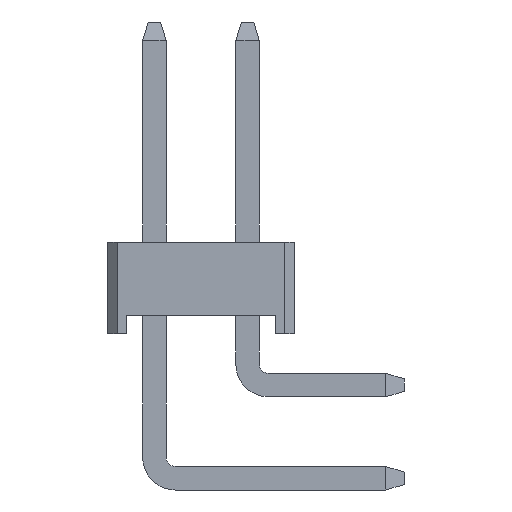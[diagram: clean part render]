
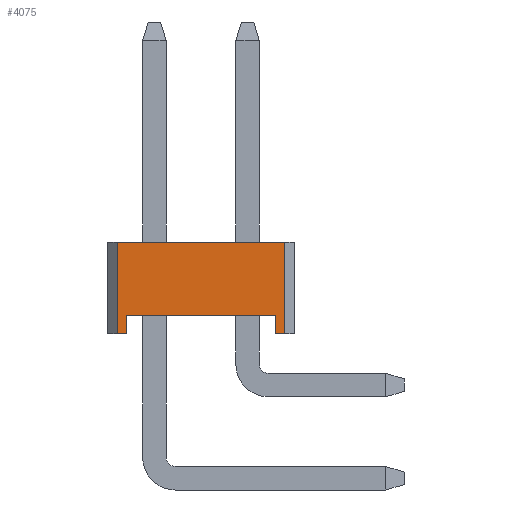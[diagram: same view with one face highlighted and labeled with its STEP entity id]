
A CAD part, left-side view. The second image highlights one B-rep face of the part: STEP entity #4075.
In plain terms, the highlighted planar face has unit normal (-1, 0, 0).
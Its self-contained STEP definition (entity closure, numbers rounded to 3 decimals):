
#9 = CARTESIAN_POINT ( 'NONE',  ( -1.27, 0., 0. ) ) ;
#52 = LINE ( 'NONE', #2509, #4083 ) ;
#109 = CARTESIAN_POINT ( 'NONE',  ( -1.27, 0.5, 0.5 ) ) ;
#210 = ORIENTED_EDGE ( 'NONE', *, *, #5547, .F. ) ;
#230 = CARTESIAN_POINT ( 'NONE',  ( -1.27, 0.5, 0. ) ) ;
#511 = VERTEX_POINT ( 'NONE', #6253 ) ;
#520 = LINE ( 'NONE', #7338, #7045 ) ;
#524 = EDGE_LOOP ( 'NONE', ( #6856, #3424, #6646, #7601, #210, #7520, #2487, #6073 ) ) ;
#533 = VECTOR ( 'NONE', #1204, 1000. ) ;
#602 = VECTOR ( 'NONE', #4309, 1000. ) ;
#616 = LINE ( 'NONE', #1800, #7702 ) ;
#915 = CARTESIAN_POINT ( 'NONE',  ( -1.27, 4.826, 2.5 ) ) ;
#1021 = VERTEX_POINT ( 'NONE', #915 ) ;
#1031 = CARTESIAN_POINT ( 'NONE',  ( -1.27, 0., 0. ) ) ;
#1119 = EDGE_CURVE ( 'NONE', #511, #2376, #7058, .T. ) ;
#1204 = DIRECTION ( 'NONE',  ( 0., 0., 1. ) ) ;
#1266 = EDGE_CURVE ( 'NONE', #5799, #511, #52, .T. ) ;
#1384 = VERTEX_POINT ( 'NONE', #2835 ) ;
#1800 = CARTESIAN_POINT ( 'NONE',  ( -1.27, 5.08, 2.5 ) ) ;
#1916 = LINE ( 'NONE', #6715, #602 ) ;
#1924 = DIRECTION ( 'NONE',  ( 1., 0., 0. ) ) ;
#2043 = EDGE_CURVE ( 'NONE', #3380, #4001, #1916, .T. ) ;
#2376 = VERTEX_POINT ( 'NONE', #230 ) ;
#2390 = LINE ( 'NONE', #5373, #533 ) ;
#2478 = LINE ( 'NONE', #7363, #3730 ) ;
#2487 = ORIENTED_EDGE ( 'NONE', *, *, #2043, .T. ) ;
#2509 = CARTESIAN_POINT ( 'NONE',  ( -1.27, 0.254, 0. ) ) ;
#2522 = CARTESIAN_POINT ( 'NONE',  ( -1.27, 0., 0. ) ) ;
#2705 = CARTESIAN_POINT ( 'NONE',  ( -1.27, 4.58, 0. ) ) ;
#2835 = CARTESIAN_POINT ( 'NONE',  ( -1.27, 4.826, 0. ) ) ;
#2971 = CARTESIAN_POINT ( 'NONE',  ( -1.27, 4.58, 0.5 ) ) ;
#3136 = CARTESIAN_POINT ( 'NONE',  ( -1.27, 0.254, 2.5 ) ) ;
#3160 = PLANE ( 'NONE',  #3348 ) ;
#3348 = AXIS2_PLACEMENT_3D ( 'NONE', #2522, #1924, #3723 ) ;
#3380 = VERTEX_POINT ( 'NONE', #2705 ) ;
#3424 = ORIENTED_EDGE ( 'NONE', *, *, #1119, .F. ) ;
#3505 = EDGE_CURVE ( 'NONE', #4121, #4001, #520, .T. ) ;
#3723 = DIRECTION ( 'NONE',  ( 0., 0., -1. ) ) ;
#3730 = VECTOR ( 'NONE', #4392, 1000. ) ;
#4001 = VERTEX_POINT ( 'NONE', #2971 ) ;
#4075 = ADVANCED_FACE ( 'NONE', ( #6759 ), #3160, .F. ) ;
#4083 = VECTOR ( 'NONE', #5279, 1000. ) ;
#4121 = VERTEX_POINT ( 'NONE', #109 ) ;
#4231 = DIRECTION ( 'NONE',  ( 0., 1., 0. ) ) ;
#4309 = DIRECTION ( 'NONE',  ( 0., 0., 1. ) ) ;
#4313 = EDGE_CURVE ( 'NONE', #1021, #5799, #616, .T. ) ;
#4392 = DIRECTION ( 'NONE',  ( 0., 0., -1. ) ) ;
#4416 = EDGE_CURVE ( 'NONE', #4121, #2376, #2478, .T. ) ;
#4873 = DIRECTION ( 'NONE',  ( 0., 1., 0. ) ) ;
#5198 = EDGE_CURVE ( 'NONE', #3380, #1384, #6706, .T. ) ;
#5279 = DIRECTION ( 'NONE',  ( 0., 0., -1. ) ) ;
#5373 = CARTESIAN_POINT ( 'NONE',  ( -1.27, 4.826, 0. ) ) ;
#5547 = EDGE_CURVE ( 'NONE', #1384, #1021, #2390, .T. ) ;
#5799 = VERTEX_POINT ( 'NONE', #3136 ) ;
#5885 = DIRECTION ( 'NONE',  ( 0., 1., 0. ) ) ;
#5910 = VECTOR ( 'NONE', #4231, 1000. ) ;
#6073 = ORIENTED_EDGE ( 'NONE', *, *, #3505, .F. ) ;
#6253 = CARTESIAN_POINT ( 'NONE',  ( -1.27, 0.254, 0. ) ) ;
#6641 = VECTOR ( 'NONE', #5885, 1000. ) ;
#6646 = ORIENTED_EDGE ( 'NONE', *, *, #1266, .F. ) ;
#6678 = DIRECTION ( 'NONE',  ( 0., -1., 0. ) ) ;
#6706 = LINE ( 'NONE', #9, #5910 ) ;
#6715 = CARTESIAN_POINT ( 'NONE',  ( -1.27, 4.58, 0. ) ) ;
#6759 = FACE_OUTER_BOUND ( 'NONE', #524, .T. ) ;
#6856 = ORIENTED_EDGE ( 'NONE', *, *, #4416, .T. ) ;
#7045 = VECTOR ( 'NONE', #4873, 1000. ) ;
#7058 = LINE ( 'NONE', #1031, #6641 ) ;
#7338 = CARTESIAN_POINT ( 'NONE',  ( -1.27, 0., 0.5 ) ) ;
#7363 = CARTESIAN_POINT ( 'NONE',  ( -1.27, 0.5, 0.5 ) ) ;
#7520 = ORIENTED_EDGE ( 'NONE', *, *, #5198, .F. ) ;
#7601 = ORIENTED_EDGE ( 'NONE', *, *, #4313, .F. ) ;
#7702 = VECTOR ( 'NONE', #6678, 1000. ) ;
